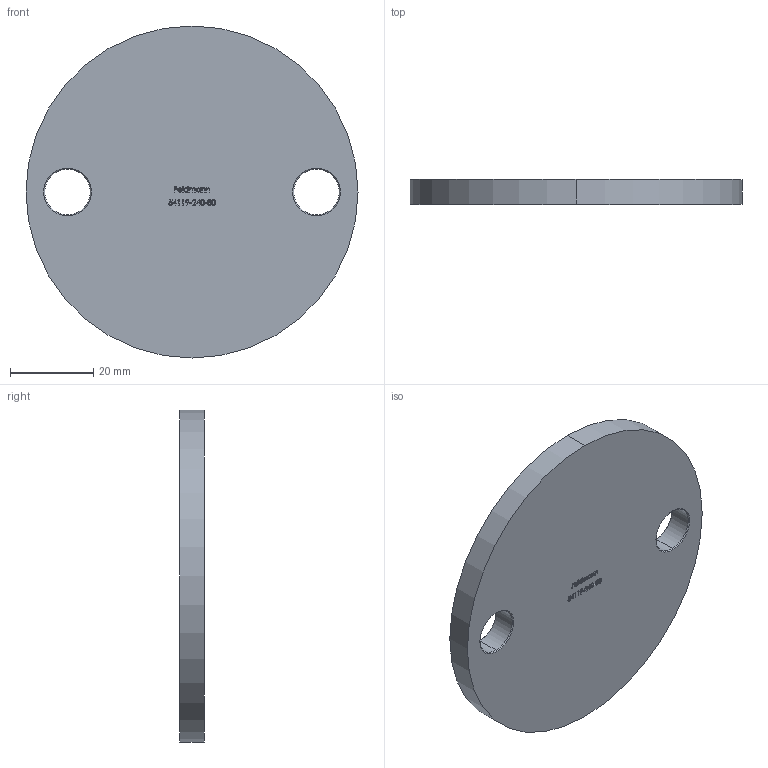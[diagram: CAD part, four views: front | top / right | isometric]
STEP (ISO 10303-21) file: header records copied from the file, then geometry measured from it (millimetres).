
FILE_DESCRIPTION (( 'STEP AP203' ), '1' );
FILE_NAME ('54119-240-80.step', '2020-10-21T11:01:21', ( '' ), ( '' ), 'SwSTEP 2.0', 'SolidWorks 2018', '' );
FILE_SCHEMA (( 'CONFIG_CONTROL_DESIGN' ));
Length unit declared in the file: millimetre
Products named in the file (2): 54119-240-80
Bounding box: 80 x 6 x 80 mm (x, y, z)
Volume: 29013.9 mm3; surface area: 11586.3 mm2
Topology: 1 solids, 1 shells, 267 faces, 697 edges, 462 vertices
Faces by surface type: plane 147, bspline 106, cone 8, cylinder 6
Entity records: 14202 total; most frequent: CARTESIAN_POINT 8182, ORIENTED_EDGE 1394, DIRECTION 831, EDGE_CURVE 697, VECTOR 465, LINE 465, VERTEX_POINT 462, EDGE_LOOP 301
